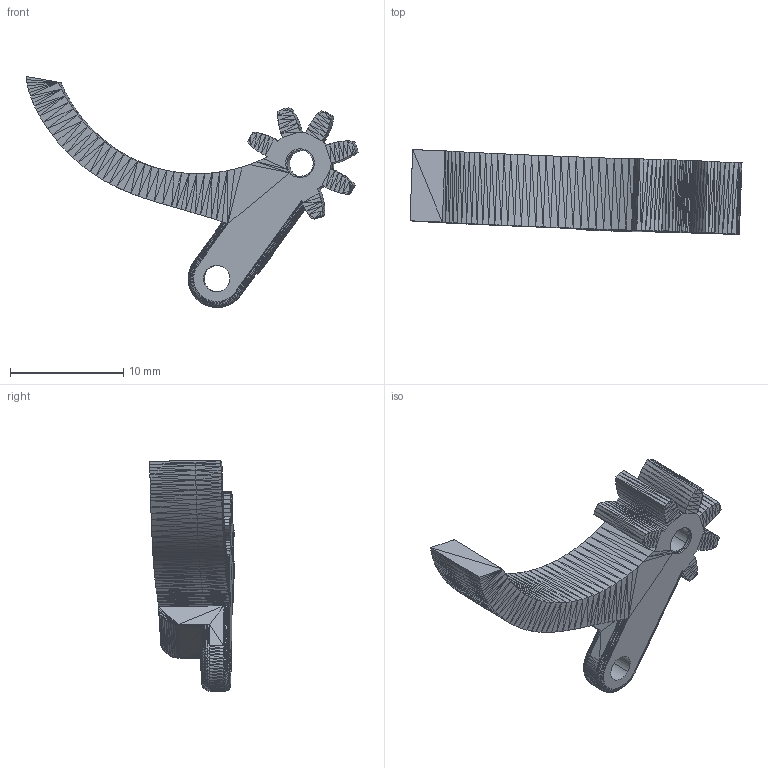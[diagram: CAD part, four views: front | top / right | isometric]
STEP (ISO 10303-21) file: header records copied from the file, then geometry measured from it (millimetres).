
FILE_DESCRIPTION (( 'STEP AP203' ), '1' );
FILE_NAME ('Gripper_with_Trigger_Default_sldprt.STEP', '2020-05-05T03:16:35', ( '' ), ( '' ), 'SwSTEP 2.0', 'SolidWorks 2018', '' );
FILE_SCHEMA (( 'CONFIG_CONTROL_DESIGN' ));
Length unit declared in the file: millimetre
Products named in the file (1): Gripper_with_Trigger_Default_sldprt
Bounding box: 29.32 x 7.47 x 20.41 mm (x, y, z)
Volume: 979 mm3; surface area: 1022.7 mm2
Topology: 1 solids, 1 shells, 2063 faces, 3335 edges, 1275 vertices
Faces by surface type: plane 2059, cylinder 4
Entity records: 42502 total; most frequent: DIRECTION 7471, CARTESIAN_POINT 6674, ORIENTED_EDGE 6670, EDGE_CURVE 3335, LINE 3327, VECTOR 3327, AXIS2_PLACEMENT_3D 2072, EDGE_LOOP 2068
